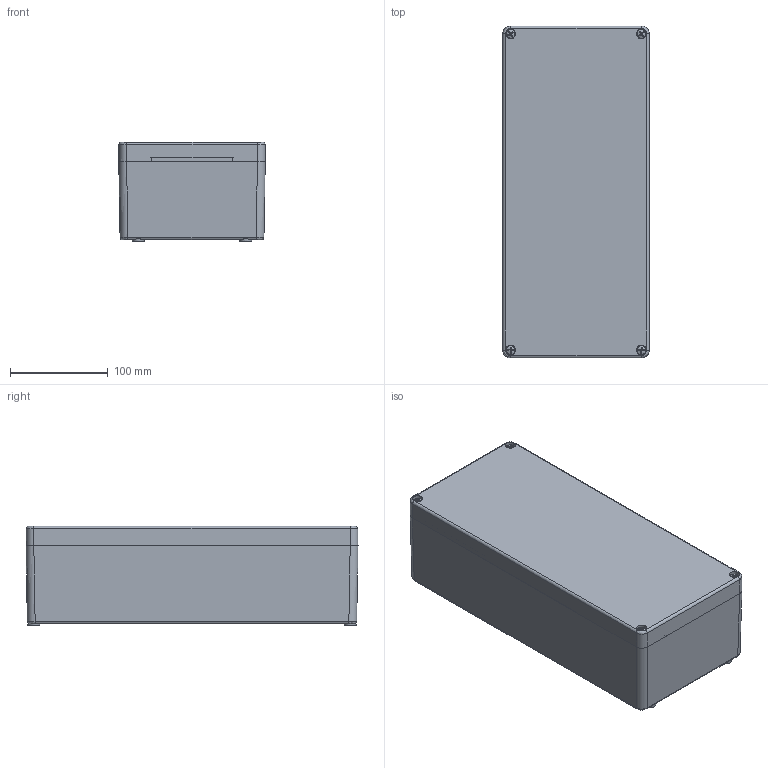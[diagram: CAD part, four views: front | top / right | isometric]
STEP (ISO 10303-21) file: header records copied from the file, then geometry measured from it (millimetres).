
FILE_DESCRIPTION(/* description */ ('ABS-Gehäuse'),/* implementation_level */ '2;1');
FILE_NAME(/* name */ '02341510045-RST.stp',/* time_stamp */ '2021-09-02T13:58:18+02:00',/* author */ ('sl'),/* organization */ (''),/* preprocessor_version */ 'ST-DEVELOPER v16.5',/* originating_system */ 'Autodesk Inventor 2017',/* authorisation */ '');
FILE_SCHEMA (('AUTOMOTIVE_DESIGN { 1 0 10303 214 3 1 1 }'));
Length unit declared in the file: millimetre
Products named in the file (4): 01_341510_010; Schraube-M6x25x10; Deckel-ABS-Gehäuse-24-BT-0002-01_341510_010; UT-ABS-Gehäuse-24-BT-0001-01_341510_010
Assembly tree (6 placements, depth 2):
  01_341510_010
    Schraube-M6x25x10  x4
    Deckel-ABS-Gehäuse-24-BT-0002-01_341510_010
    UT-ABS-Gehäuse-24-BT-0001-01_341510_010
Bounding box: 150 x 340 x 102 mm (x, y, z)
Volume: 827977.6 mm3; surface area: 411090.2 mm2
Topology: 6 solids, 6 shells, 404 faces, 964 edges, 606 vertices
Faces by surface type: plane 158, cone 94, cylinder 78, torus 62, bspline 12
Full cylindrical faces by diameter (mm): 4 x6, 4.87 x4, 5 x4, 6 x8, 6.5 x4, 10 x8, 10.2 x4
Entity records: 9995 total; most frequent: CARTESIAN_POINT 2246, DIRECTION 1746, ORIENTED_EDGE 1428, AXIS2_PLACEMENT_3D 719, EDGE_CURVE 714, VERTEX_POINT 481, EDGE_LOOP 435, CIRCLE 365
